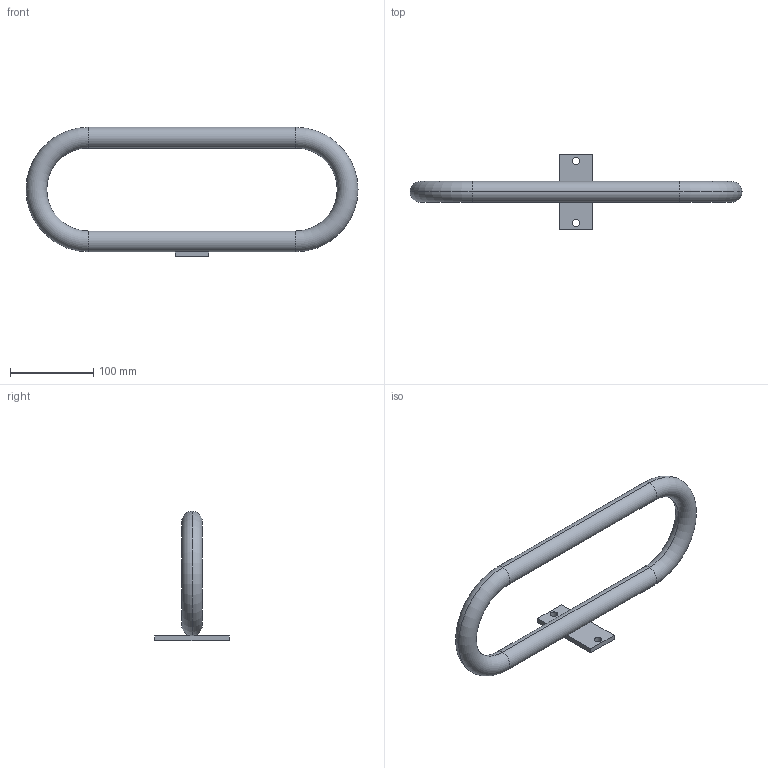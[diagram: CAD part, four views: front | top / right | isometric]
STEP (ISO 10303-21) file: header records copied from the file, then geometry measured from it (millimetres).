
FILE_DESCRIPTION(('Creo Elements/Direct Modeling STEP Export'),'2;1');
FILE_NAME('44.0295.1_Handgriff-MMS-44_Profil-40x40-150x400mm-schwarz.stp','2022-03-21T 9:00:11',(''),(''),'PTC Creo Elements/Direct Modeling STEP processor for AP214 (Solid Model)','PTC Creo Elements/Direct Modeling 19.0C 15-Aug-2015 (C) Parametric Technology GmbH','');
FILE_SCHEMA(('AUTOMOTIVE_DESIGN { 1 0 10303 214 1 1 1 1 }'));
Length unit declared in the file: millimetre
Products named in the file (3): Griffrohr_D25x2_216063_PX173808; Platte_90x40x6_241068_PX173807; Handgriff-MMS-44_Profil-40x40-150x400mm-schwarz_44.0295.1_PX173809
Assembly tree (2 placements, depth 2):
  Handgriff-MMS-44_Profil-40x40-150x400mm-schwarz_44.0295.1_PX173809
    Platte_90x40x6_241068_PX173807
    Griffrohr_D25x2_216063_PX173808
Bounding box: 400 x 90 x 156 mm (x, y, z)
Volume: 149843.4 mm3; surface area: 137851.7 mm2
Topology: 2 solids, 3 shells, 26 faces, 64 edges, 40 vertices
Faces by surface type: cylinder 12, torus 8, plane 6
Entity records: 773 total; most frequent: ORIENTED_EDGE 128, DIRECTION 122, CARTESIAN_POINT 113, EDGE_CURVE 64, AXIS2_PLACEMENT_3D 49, VERTEX_POINT 40, EDGE_LOOP 30, FACE_OUTER_BOUND 26
